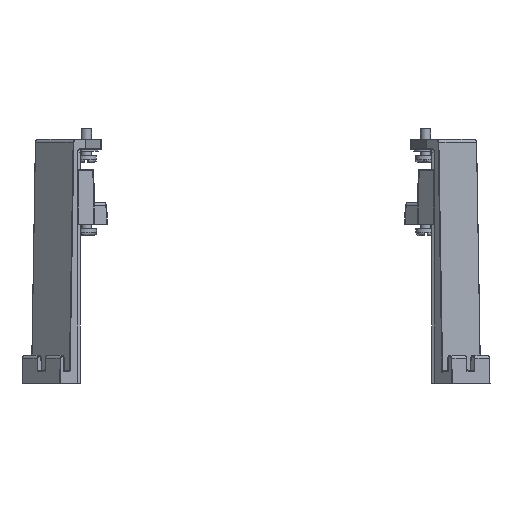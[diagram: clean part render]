
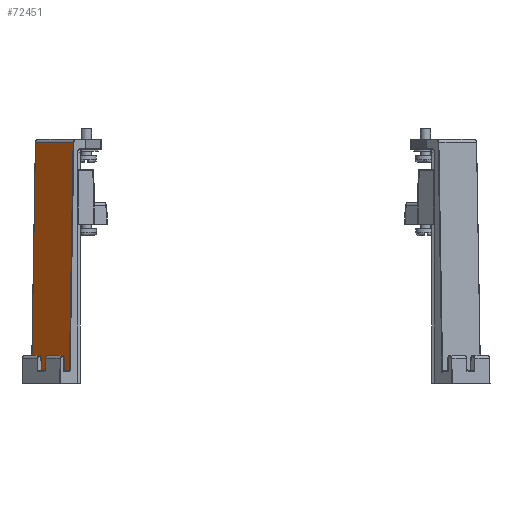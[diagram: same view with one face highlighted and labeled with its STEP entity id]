
A CAD part, front view. The second image highlights one B-rep face of the part: STEP entity #72451.
In plain terms, the highlighted planar face has unit normal (-0.707, -0.707, 0.023).
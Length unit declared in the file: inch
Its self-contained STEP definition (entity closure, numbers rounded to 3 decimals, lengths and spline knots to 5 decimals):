
#4898 = LINE ( 'NONE', #61265, #59470 ) ;
#6197 = CARTESIAN_POINT ( 'NONE',  ( -3.78451, -4.78508, -4.768 ) ) ;
#8447 = EDGE_LOOP ( 'NONE', ( #48938, #50460, #48310, #51536 ) ) ;
#13368 = CARTESIAN_POINT ( 'NONE',  ( -4.13114, -4.43875, -4.768 ) ) ;
#13543 = CARTESIAN_POINT ( 'NONE',  ( -3.71447, -4.71498, -0.5 ) ) ;
#14044 = CARTESIAN_POINT ( 'NONE',  ( -3.3688, -5.06228, -0.55861 ) ) ;
#14442 = VECTOR ( 'NONE', #23699, 39.37008 ) ;
#23699 = DIRECTION ( 'NONE',  ( 0.016, 0.016, 1. ) ) ;
#30343 = VERTEX_POINT ( 'NONE', #62766 ) ;
#32965 = DIRECTION ( 'NONE',  ( -0.707, 0.707, 0. ) ) ;
#33921 = LINE ( 'NONE', #6197, #37978 ) ;
#34647 = DIRECTION ( 'NONE',  ( 0.707, -0.707, 0. ) ) ;
#36427 = LINE ( 'NONE', #52947, #43502 ) ;
#36578 = LINE ( 'NONE', #43166, #14442 ) ;
#37978 = VECTOR ( 'NONE', #34647, 39.37008 ) ;
#38013 = VERTEX_POINT ( 'NONE', #14044 ) ;
#42716 = FACE_OUTER_BOUND ( 'NONE', #8447, .T. ) ;
#43166 = CARTESIAN_POINT ( 'NONE',  ( -3.36784, -5.06132, -0.5 ) ) ;
#43502 = VECTOR ( 'NONE', #48539, 39.37008 ) ;
#48310 = ORIENTED_EDGE ( 'NONE', *, *, #57503, .T. ) ;
#48539 = DIRECTION ( 'NONE',  ( -0.016, -0.016, -1. ) ) ;
#48938 = ORIENTED_EDGE ( 'NONE', *, *, #67165, .T. ) ;
#50460 = ORIENTED_EDGE ( 'NONE', *, *, #71093, .T. ) ;
#51536 = ORIENTED_EDGE ( 'NONE', *, *, #58173, .T. ) ;
#51822 = AXIS2_PLACEMENT_3D ( 'NONE', #13543, #59251, #69218 ) ;
#52947 = CARTESIAN_POINT ( 'NONE',  ( -4.0611, -4.36865, -0.5 ) ) ;
#57503 = EDGE_CURVE ( 'NONE', #59686, #61192, #33921, .T. ) ;
#58173 = EDGE_CURVE ( 'NONE', #61192, #38013, #36578, .T. ) ;
#59251 = DIRECTION ( 'NONE',  ( -0.707, -0.707, 0.023 ) ) ;
#59470 = VECTOR ( 'NONE', #32965, 39.37008 ) ;
#59686 = VERTEX_POINT ( 'NONE', #13368 ) ;
#61192 = VERTEX_POINT ( 'NONE', #61875 ) ;
#61265 = CARTESIAN_POINT ( 'NONE',  ( -3.71543, -4.71595, -0.55861 ) ) ;
#61875 = CARTESIAN_POINT ( 'NONE',  ( -3.43787, -5.13141, -4.768 ) ) ;
#62766 = CARTESIAN_POINT ( 'NONE',  ( -4.06207, -4.36962, -0.55861 ) ) ;
#63683 = PLANE ( 'NONE',  #51822 ) ;
#67165 = EDGE_CURVE ( 'NONE', #38013, #30343, #4898, .T. ) ;
#69218 = DIRECTION ( 'NONE',  ( 0.016, 0.016, 1. ) ) ;
#71093 = EDGE_CURVE ( 'NONE', #30343, #59686, #36427, .T. ) ;
#72451 = ADVANCED_FACE ( 'NONE', ( #42716 ), #63683, .T. ) ;
